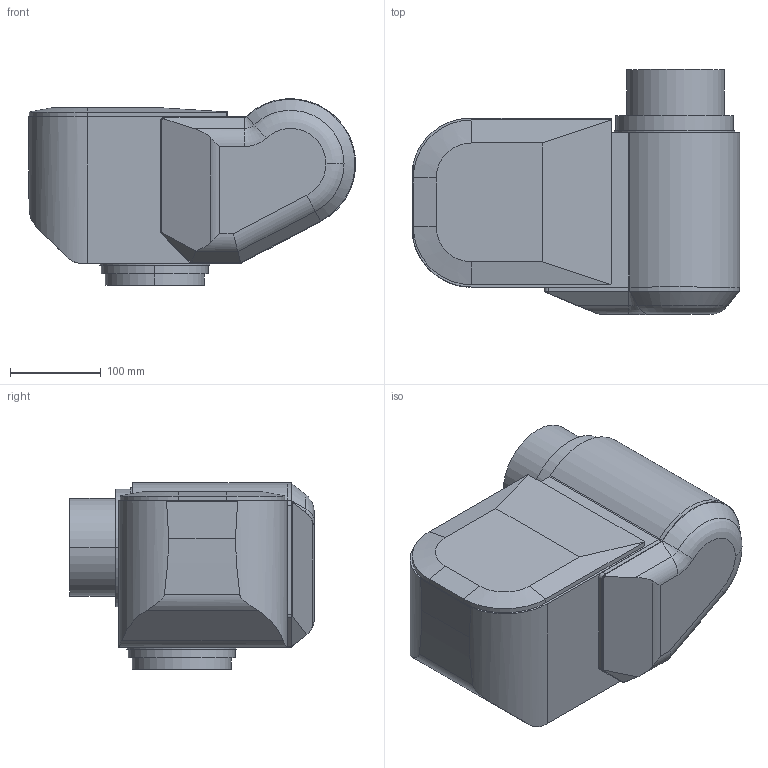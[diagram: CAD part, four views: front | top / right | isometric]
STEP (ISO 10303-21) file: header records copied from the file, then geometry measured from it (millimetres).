
FILE_DESCRIPTION (( 'STEP AP203' ), '1' );
FILE_NAME ('1_Shoulder_Default_sldprt.STEP', '2022-12-29T08:18:15', ( '' ), ( '' ), 'SwSTEP 2.0', 'SolidWorks 2021', '' );
FILE_SCHEMA (( 'CONFIG_CONTROL_DESIGN' ));
Length unit declared in the file: millimetre
Products named in the file (1): 1_Shoulder_Default_sldprt
Bounding box: 361.31 x 270.51 x 205.82 mm (x, y, z)
Volume: 11480819 mm3; surface area: 318120.1 mm2
Topology: 1 solids, 1 shells, 83 faces, 212 edges, 138 vertices
Faces by surface type: plane 38, cylinder 34, cone 8, torus 3
Entity records: 2699 total; most frequent: CARTESIAN_POINT 612, ORIENTED_EDGE 422, DIRECTION 419, EDGE_CURVE 211, AXIS2_PLACEMENT_3D 149, VERTEX_POINT 138, LINE 121, VECTOR 121
